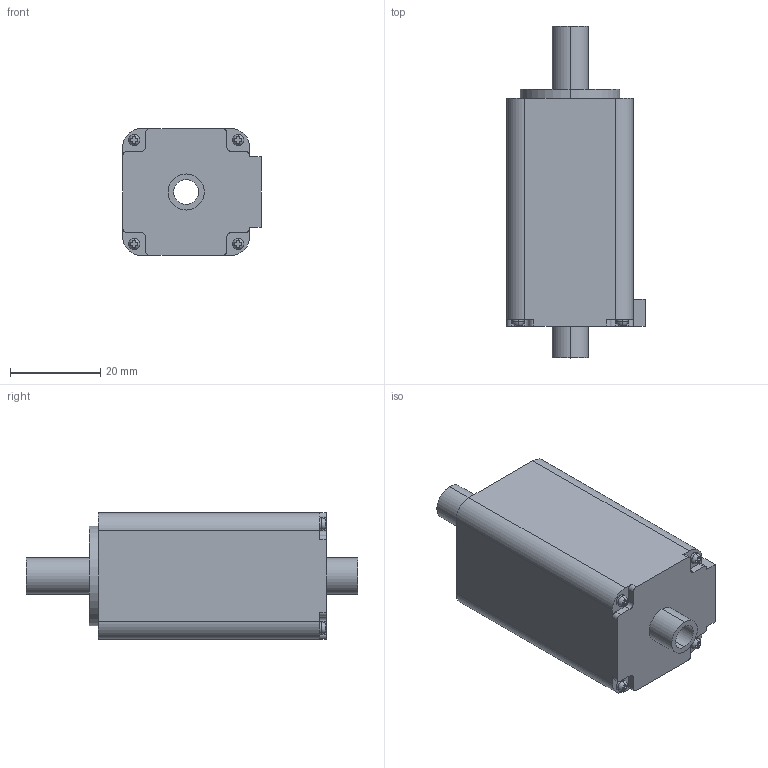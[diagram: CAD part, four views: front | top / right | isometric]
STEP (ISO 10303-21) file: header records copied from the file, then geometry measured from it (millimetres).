
FILE_DESCRIPTION (( 'STEP AP203' ), '1' );
FILE_NAME ('SS1102A08G.STEP', '2021-07-22T05:46:13', ( '微软用户' ), ( '微软中国' ), 'SwSTEP 2.0', 'SolidWorks 2016', '' );
FILE_SCHEMA (( 'CONFIG_CONTROL_DESIGN' ));
Length unit declared in the file: millimetre
Products named in the file (1): SS1102A08G
Bounding box: 30.6 x 73.4 x 28 mm (x, y, z)
Volume: 38964.7 mm3; surface area: 8988.2 mm2
Topology: 1 solids, 1 shells, 129 faces, 340 edges, 224 vertices
Faces by surface type: plane 81, cylinder 40, torus 8
Entity records: 4147 total; most frequent: CARTESIAN_POINT 894, ORIENTED_EDGE 680, DIRECTION 632, EDGE_CURVE 340, VERTEX_POINT 224, AXIS2_PLACEMENT_3D 218, VECTOR 196, LINE 196
